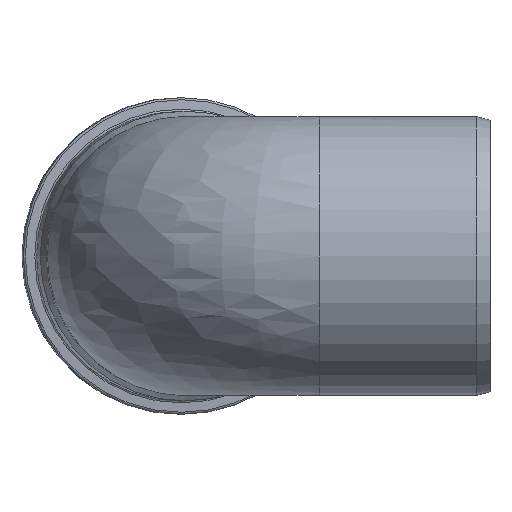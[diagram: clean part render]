
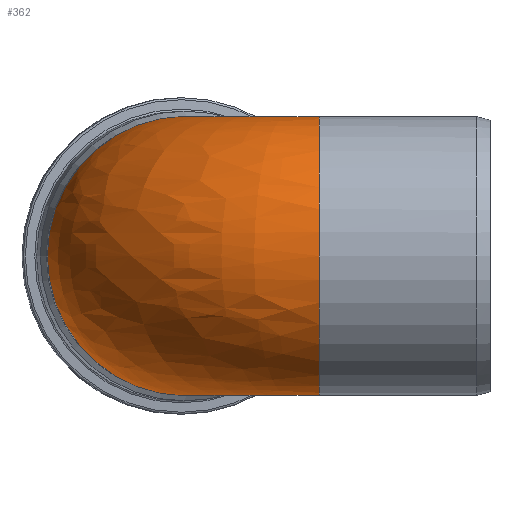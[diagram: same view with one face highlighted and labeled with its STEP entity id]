
A CAD part, left-side view. The second image highlights one B-rep face of the part: STEP entity #362.
In plain terms, the highlighted free-form (B-spline) face has degree [2, 2] with [9, 3] control points.
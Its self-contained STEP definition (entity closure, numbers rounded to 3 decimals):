
#77=CIRCLE('',#399,62.6);
#78=CIRCLE('',#400,62.6);
#110=(
BOUNDED_SURFACE()
B_SPLINE_SURFACE(2,2,((#666,#667,#668),(#669,#670,#671),(#672,#673,#674),
(#675,#676,#677),(#678,#679,#680),(#681,#682,#683),(#684,#685,#686),(#687,
#688,#689),(#690,#691,#692)),.UNSPECIFIED.,.F.,.F.,.F.)
B_SPLINE_SURFACE_WITH_KNOTS((3,2,2,2,3),(3,3),(-2.74,-1.37,
0.,1.37,2.74),(0.,
1.527),.UNSPECIFIED.)
GEOMETRIC_REPRESENTATION_ITEM()
RATIONAL_B_SPLINE_SURFACE(((1.,0.722,1.),(0.774,
0.559,0.774),(1.,0.722,1.),(0.774,
0.559,0.774),(1.,0.722,1.),(0.774,
0.559,0.774),(1.,0.722,1.),(0.774,
0.559,0.774),(1.,0.722,1.)))
REPRESENTATION_ITEM('')
SURFACE()
);
#113=FACE_OUTER_BOUND('',#147,.T.);
#147=EDGE_LOOP('',(#290,#291,#292,#293));
#213=B_SPLINE_CURVE_WITH_KNOTS('',3,(#630,#631,#632,#633,#634,#635,#636,
#637,#638,#639,#640,#641,#642,#643,#644,#645),.UNSPECIFIED.,.F.,.F.,(4,
3,3,3,3,4),(-0.001,0.062,0.123,
0.158,0.199,0.278),.UNSPECIFIED.);
#214=B_SPLINE_CURVE_WITH_KNOTS('',3,(#649,#650,#651,#652,#653,#654,#655,
#656,#657,#658,#659,#660,#661,#662,#663,#664),.UNSPECIFIED.,.F.,.F.,(4,
3,3,3,3,4),(-0.001,0.062,0.119,
0.123,0.199,0.278),.UNSPECIFIED.);
#215=VERTEX_POINT('',#628);
#216=VERTEX_POINT('',#629);
#217=VERTEX_POINT('',#646);
#218=VERTEX_POINT('',#648);
#249=EDGE_CURVE('',#215,#216,#213,.T.);
#251=EDGE_CURVE('',#218,#217,#214,.T.);
#253=EDGE_CURVE('',#217,#215,#77,.T.);
#254=EDGE_CURVE('',#218,#216,#78,.T.);
#290=ORIENTED_EDGE('',*,*,#251,.T.);
#291=ORIENTED_EDGE('',*,*,#253,.T.);
#292=ORIENTED_EDGE('',*,*,#249,.T.);
#293=ORIENTED_EDGE('',*,*,#254,.F.);
#362=ADVANCED_FACE('',(#113),#110,.F.);
#399=AXIS2_PLACEMENT_3D('',#693,#469,#470);
#400=AXIS2_PLACEMENT_3D('',#694,#471,#472);
#469=DIRECTION('center_axis',(0.,1.,0.));
#470=DIRECTION('ref_axis',(1.,0.,0.));
#471=DIRECTION('center_axis',(0.999,0.044,0.));
#472=DIRECTION('ref_axis',(0.044,-0.999,0.));
#628=CARTESIAN_POINT('',(57.561,76.68,24.607));
#629=CARTESIAN_POINT('',(59.32,78.517,24.607));
#630=CARTESIAN_POINT('Ctrl Pts',(57.561,76.68,24.607));
#631=CARTESIAN_POINT('Ctrl Pts',(57.576,76.884,24.573));
#632=CARTESIAN_POINT('Ctrl Pts',(57.623,77.086,24.545));
#633=CARTESIAN_POINT('Ctrl Pts',(57.7,77.277,24.525));
#634=CARTESIAN_POINT('Ctrl Pts',(57.776,77.466,24.506));
#635=CARTESIAN_POINT('Ctrl Pts',(57.879,77.642,24.493));
#636=CARTESIAN_POINT('Ctrl Pts',(58.007,77.8,24.489));
#637=CARTESIAN_POINT('Ctrl Pts',(58.081,77.891,24.486));
#638=CARTESIAN_POINT('Ctrl Pts',(58.163,77.975,24.486));
#639=CARTESIAN_POINT('Ctrl Pts',(58.251,78.051,24.489));
#640=CARTESIAN_POINT('Ctrl Pts',(58.353,78.138,24.492));
#641=CARTESIAN_POINT('Ctrl Pts',(58.463,78.215,24.499));
#642=CARTESIAN_POINT('Ctrl Pts',(58.581,78.28,24.51));
#643=CARTESIAN_POINT('Ctrl Pts',(58.811,78.406,24.531));
#644=CARTESIAN_POINT('Ctrl Pts',(59.062,78.487,24.563));
#645=CARTESIAN_POINT('Ctrl Pts',(59.32,78.517,24.607));
#646=CARTESIAN_POINT('',(57.561,76.68,-24.607));
#648=CARTESIAN_POINT('',(59.32,78.517,-24.607));
#649=CARTESIAN_POINT('Ctrl Pts',(59.32,78.517,-24.607));
#650=CARTESIAN_POINT('Ctrl Pts',(59.116,78.493,-24.573));
#651=CARTESIAN_POINT('Ctrl Pts',(58.916,78.438,-24.545));
#652=CARTESIAN_POINT('Ctrl Pts',(58.728,78.353,-24.525));
#653=CARTESIAN_POINT('Ctrl Pts',(58.555,78.275,-24.506));
#654=CARTESIAN_POINT('Ctrl Pts',(58.395,78.174,-24.494));
#655=CARTESIAN_POINT('Ctrl Pts',(58.251,78.051,-24.489));
#656=CARTESIAN_POINT('Ctrl Pts',(58.24,78.042,-24.489));
#657=CARTESIAN_POINT('Ctrl Pts',(58.23,78.032,-24.488));
#658=CARTESIAN_POINT('Ctrl Pts',(58.22,78.023,-24.488));
#659=CARTESIAN_POINT('Ctrl Pts',(58.032,77.855,-24.483));
#660=CARTESIAN_POINT('Ctrl Pts',(57.879,77.652,-24.492));
#661=CARTESIAN_POINT('Ctrl Pts',(57.767,77.427,-24.511));
#662=CARTESIAN_POINT('Ctrl Pts',(57.65,77.192,-24.531));
#663=CARTESIAN_POINT('Ctrl Pts',(57.579,76.938,-24.563));
#664=CARTESIAN_POINT('Ctrl Pts',(57.561,76.68,-24.607));
#666=CARTESIAN_POINT('Ctrl Pts',(57.614,76.68,24.483));
#667=CARTESIAN_POINT('Ctrl Pts',(57.614,78.389,24.483));
#668=CARTESIAN_POINT('Ctrl Pts',(59.322,78.464,24.483));
#669=CARTESIAN_POINT('Ctrl Pts',(37.614,76.68,71.546));
#670=CARTESIAN_POINT('Ctrl Pts',(37.614,97.535,71.546));
#671=CARTESIAN_POINT('Ctrl Pts',(58.45,98.444,71.546));
#672=CARTESIAN_POINT('Ctrl Pts',(-12.493,76.68,61.341));
#673=CARTESIAN_POINT('Ctrl Pts',(-12.493,145.502,61.341));
#674=CARTESIAN_POINT('Ctrl Pts',(56.264,148.504,61.341));
#675=CARTESIAN_POINT('Ctrl Pts',(-62.6,76.68,51.136));
#676=CARTESIAN_POINT('Ctrl Pts',(-62.6,193.469,51.136));
#677=CARTESIAN_POINT('Ctrl Pts',(54.078,198.563,51.136));
#678=CARTESIAN_POINT('Ctrl Pts',(-62.6,76.68,0.));
#679=CARTESIAN_POINT('Ctrl Pts',(-62.6,193.469,0.));
#680=CARTESIAN_POINT('Ctrl Pts',(54.078,198.563,0.));
#681=CARTESIAN_POINT('Ctrl Pts',(-62.6,76.68,-51.136));
#682=CARTESIAN_POINT('Ctrl Pts',(-62.6,193.469,-51.136));
#683=CARTESIAN_POINT('Ctrl Pts',(54.078,198.563,-51.136));
#684=CARTESIAN_POINT('Ctrl Pts',(-12.493,76.68,-61.341));
#685=CARTESIAN_POINT('Ctrl Pts',(-12.493,145.502,-61.341));
#686=CARTESIAN_POINT('Ctrl Pts',(56.264,148.504,-61.341));
#687=CARTESIAN_POINT('Ctrl Pts',(37.614,76.68,-71.546));
#688=CARTESIAN_POINT('Ctrl Pts',(37.614,97.535,-71.546));
#689=CARTESIAN_POINT('Ctrl Pts',(58.45,98.444,-71.546));
#690=CARTESIAN_POINT('Ctrl Pts',(57.614,76.68,-24.483));
#691=CARTESIAN_POINT('Ctrl Pts',(57.614,78.389,-24.483));
#692=CARTESIAN_POINT('Ctrl Pts',(59.322,78.464,-24.483));
#693=CARTESIAN_POINT('Origin',(0.,76.68,0.));
#694=CARTESIAN_POINT('Origin',(56.809,136.023,0.));
